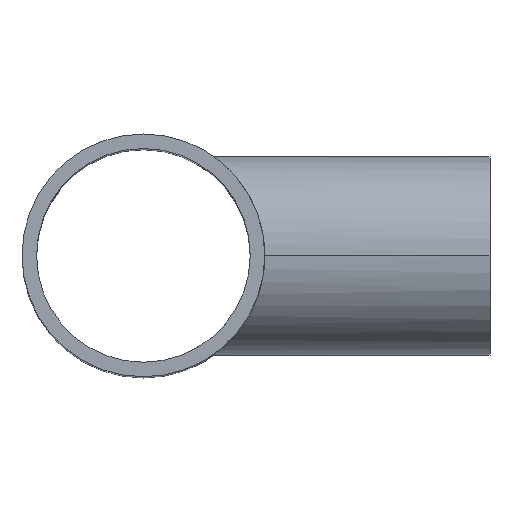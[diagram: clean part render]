
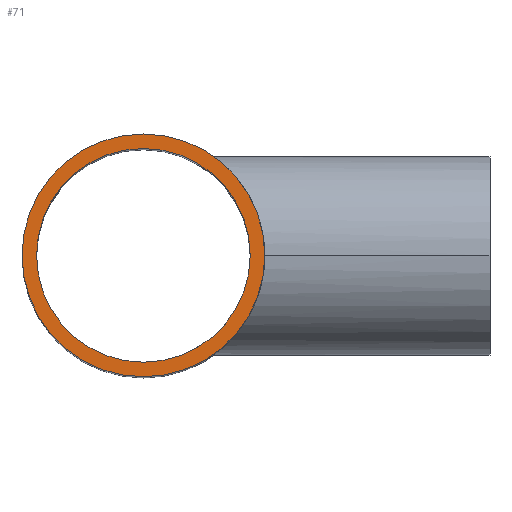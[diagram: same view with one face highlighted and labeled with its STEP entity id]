
A CAD part, top view. The second image highlights one B-rep face of the part: STEP entity #71.
In plain terms, the highlighted planar face has unit normal (0, 0, 1).
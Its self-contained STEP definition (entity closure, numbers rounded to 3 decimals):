
#17 = CARTESIAN_POINT ( 'NONE',  ( -48.4, 0., 163.5 ) ) ;
#22 = CARTESIAN_POINT ( 'NONE',  ( 0., 0., 163.5 ) ) ;
#34 = CIRCLE ( 'NONE', #104, 55. ) ;
#59 = CARTESIAN_POINT ( 'NONE',  ( 0., 0., 163.5 ) ) ;
#71 = ADVANCED_FACE ( 'NONE', ( #339, #557 ), #245, .T. ) ;
#86 = CARTESIAN_POINT ( 'NONE',  ( 0., 0., 163.5 ) ) ;
#100 = CARTESIAN_POINT ( 'NONE',  ( 55., 0., 163.5 ) ) ;
#104 = AXIS2_PLACEMENT_3D ( 'NONE', #22, #692, #635 ) ;
#136 = VERTEX_POINT ( 'NONE', #17 ) ;
#138 = AXIS2_PLACEMENT_3D ( 'NONE', #518, #230, #509 ) ;
#168 = AXIS2_PLACEMENT_3D ( 'NONE', #680, #624, #290 ) ;
#227 = DIRECTION ( 'NONE',  ( 1., 0., 0. ) ) ;
#230 = DIRECTION ( 'NONE',  ( 0., 0., 1. ) ) ;
#245 = PLANE ( 'NONE',  #687 ) ;
#290 = DIRECTION ( 'NONE',  ( 1., 0., 0. ) ) ;
#309 = EDGE_LOOP ( 'NONE', ( #465, #401 ) ) ;
#314 = EDGE_LOOP ( 'NONE', ( #468, #372 ) ) ;
#325 = CIRCLE ( 'NONE', #168, 55. ) ;
#339 = FACE_OUTER_BOUND ( 'NONE', #314, .T. ) ;
#340 = AXIS2_PLACEMENT_3D ( 'NONE', #86, #575, #572 ) ;
#372 = ORIENTED_EDGE ( 'NONE', *, *, #628, .T. ) ;
#401 = ORIENTED_EDGE ( 'NONE', *, *, #634, .F. ) ;
#453 = CARTESIAN_POINT ( 'NONE',  ( -55., 0., 163.5 ) ) ;
#459 = VERTEX_POINT ( 'NONE', #100 ) ;
#465 = ORIENTED_EDGE ( 'NONE', *, *, #549, .F. ) ;
#468 = ORIENTED_EDGE ( 'NONE', *, *, #576, .T. ) ;
#505 = DIRECTION ( 'NONE',  ( 0., 0., 1. ) ) ;
#506 = CARTESIAN_POINT ( 'NONE',  ( 48.4, 0., 163.5 ) ) ;
#509 = DIRECTION ( 'NONE',  ( 1., 0., 0. ) ) ;
#518 = CARTESIAN_POINT ( 'NONE',  ( 0., 0., 163.5 ) ) ;
#524 = CIRCLE ( 'NONE', #340, 48.4 ) ;
#530 = VERTEX_POINT ( 'NONE', #453 ) ;
#549 = EDGE_CURVE ( 'NONE', #136, #593, #679, .T. ) ;
#557 = FACE_BOUND ( 'NONE', #309, .T. ) ;
#572 = DIRECTION ( 'NONE',  ( 1., 0., 0. ) ) ;
#575 = DIRECTION ( 'NONE',  ( 0., 0., 1. ) ) ;
#576 = EDGE_CURVE ( 'NONE', #530, #459, #325, .T. ) ;
#593 = VERTEX_POINT ( 'NONE', #506 ) ;
#624 = DIRECTION ( 'NONE',  ( 0., 0., 1. ) ) ;
#628 = EDGE_CURVE ( 'NONE', #459, #530, #34, .T. ) ;
#634 = EDGE_CURVE ( 'NONE', #593, #136, #524, .T. ) ;
#635 = DIRECTION ( 'NONE',  ( 1., 0., 0. ) ) ;
#679 = CIRCLE ( 'NONE', #138, 48.4 ) ;
#680 = CARTESIAN_POINT ( 'NONE',  ( 0., 0., 163.5 ) ) ;
#687 = AXIS2_PLACEMENT_3D ( 'NONE', #59, #505, #227 ) ;
#692 = DIRECTION ( 'NONE',  ( 0., 0., 1. ) ) ;
